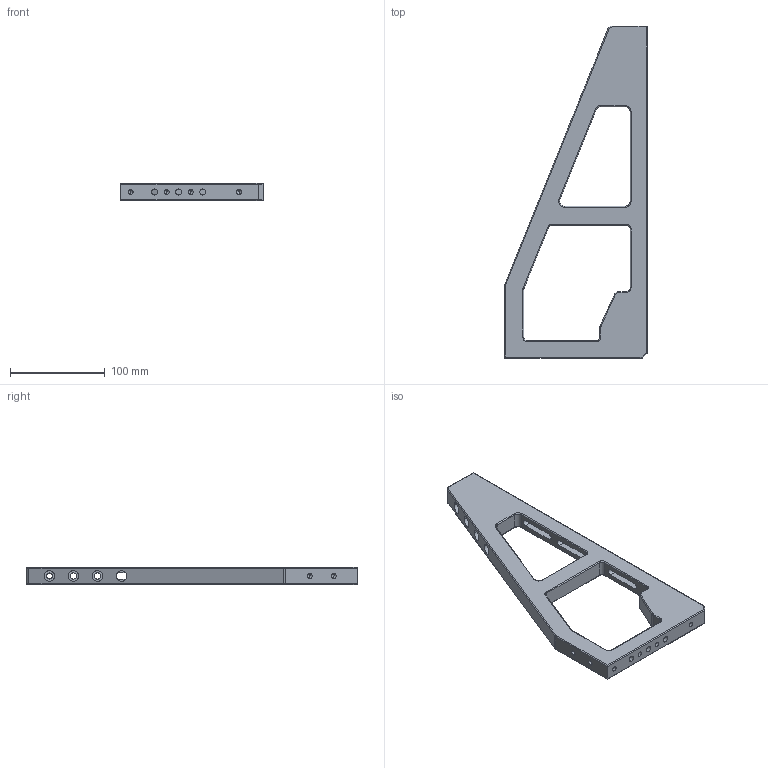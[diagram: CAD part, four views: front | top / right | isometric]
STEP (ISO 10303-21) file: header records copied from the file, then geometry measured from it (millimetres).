
FILE_DESCRIPTION (( 'STEP AP214' ), '1' );
FILE_NAME ('VBT1535.STEP', '2018-02-09T02:06:44', ( '' ), ( '' ), 'SwSTEP 2.0', 'SolidWorks 2016', '' );
FILE_SCHEMA (( 'AUTOMOTIVE_DESIGN' ));
Length unit declared in the file: millimetre
Products named in the file (2): U-F1-VBT1535-1-DP; VBT1535
Assembly tree (1 placements, depth 2):
  VBT1535
    U-F1-VBT1535-1-DP
Bounding box: 150 x 350 x 18 mm (x, y, z)
Volume: 329024.4 mm3; surface area: 81936.8 mm2
Topology: 1 solids, 1 shells, 182 faces, 446 edges, 256 vertices
Faces by surface type: cylinder 101, plane 29, torus 28, cone 24
Entity records: 5504 total; most frequent: DIRECTION 980, CARTESIAN_POINT 927, ORIENTED_EDGE 844, EDGE_CURVE 422, AXIS2_PLACEMENT_3D 391, VERTEX_POINT 256, EDGE_LOOP 220, CIRCLE 205
